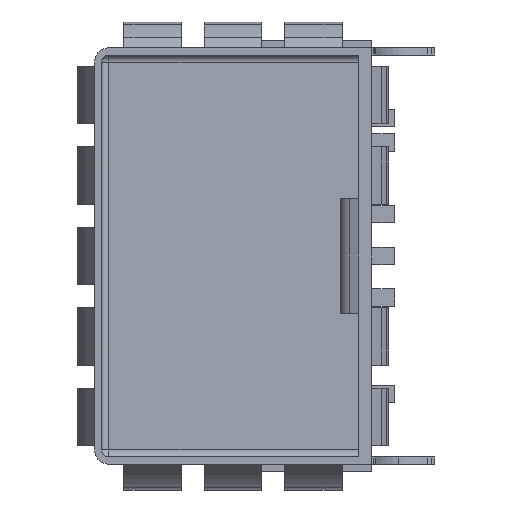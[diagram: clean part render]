
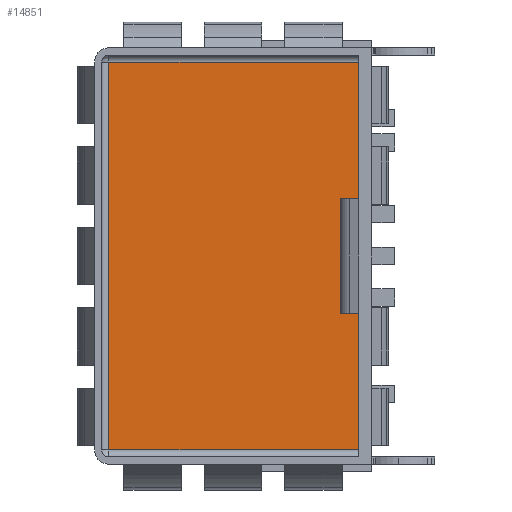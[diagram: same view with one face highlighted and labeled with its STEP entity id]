
A CAD part, left-side view. The second image highlights one B-rep face of the part: STEP entity #14851.
In plain terms, the highlighted planar face has unit normal (-1, 0, 0).
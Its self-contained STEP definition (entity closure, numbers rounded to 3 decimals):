
#71 = DIRECTION ( 'NONE',  ( 0., 0., 1. ) ) ;
#73 = CARTESIAN_POINT ( 'NONE',  ( 7.23, 9.65, -7.25 ) ) ;
#324 = VERTEX_POINT ( 'NONE', #12990 ) ;
#600 = ORIENTED_EDGE ( 'NONE', *, *, #12586, .T. ) ;
#1236 = CARTESIAN_POINT ( 'NONE',  ( 7.23, 9.15, 0. ) ) ;
#1314 = DIRECTION ( 'NONE',  ( -1., 0., 0. ) ) ;
#3198 = LINE ( 'NONE', #14159, #9652 ) ;
#3395 = CARTESIAN_POINT ( 'NONE',  ( 7.23, 0.25, 6.75 ) ) ;
#3560 = EDGE_CURVE ( 'NONE', #13706, #14244, #5924, .T. ) ;
#3791 = EDGE_LOOP ( 'NONE', ( #600, #4540, #6394, #11814 ) ) ;
#3815 = CARTESIAN_POINT ( 'NONE',  ( 7.23, 0.25, -6.75 ) ) ;
#4540 = ORIENTED_EDGE ( 'NONE', *, *, #15181, .T. ) ;
#4876 = CARTESIAN_POINT ( 'NONE',  ( 7.23, 0.25, -7.25 ) ) ;
#5013 = VECTOR ( 'NONE', #71, 1000. ) ;
#5108 = VERTEX_POINT ( 'NONE', #3815 ) ;
#5924 = LINE ( 'NONE', #11060, #12052 ) ;
#6394 = ORIENTED_EDGE ( 'NONE', *, *, #9754, .T. ) ;
#6799 = DIRECTION ( 'NONE',  ( 0., -1., 0. ) ) ;
#7295 = PLANE ( 'NONE',  #12360 ) ;
#7952 = VECTOR ( 'NONE', #10917, 1000. ) ;
#8246 = LINE ( 'NONE', #4876, #5013 ) ;
#9283 = FACE_OUTER_BOUND ( 'NONE', #3791, .T. ) ;
#9652 = VECTOR ( 'NONE', #6799, 1000. ) ;
#9754 = EDGE_CURVE ( 'NONE', #5108, #13706, #8246, .T. ) ;
#9763 = DIRECTION ( 'NONE',  ( 0., 0., 1. ) ) ;
#10917 = DIRECTION ( 'NONE',  ( 0., 0., -1. ) ) ;
#11060 = CARTESIAN_POINT ( 'NONE',  ( 7.23, 9.65, 6.75 ) ) ;
#11089 = DIRECTION ( 'NONE',  ( 0., 1., 0. ) ) ;
#11814 = ORIENTED_EDGE ( 'NONE', *, *, #3560, .T. ) ;
#11870 = CARTESIAN_POINT ( 'NONE',  ( 7.23, 9.15, 6.75 ) ) ;
#12052 = VECTOR ( 'NONE', #11089, 1000. ) ;
#12360 = AXIS2_PLACEMENT_3D ( 'NONE', #73, #1314, #9763 ) ;
#12586 = EDGE_CURVE ( 'NONE', #14244, #324, #14846, .T. ) ;
#12990 = CARTESIAN_POINT ( 'NONE',  ( 7.23, 9.15, -6.75 ) ) ;
#13706 = VERTEX_POINT ( 'NONE', #3395 ) ;
#14159 = CARTESIAN_POINT ( 'NONE',  ( 7.23, 9.65, -6.75 ) ) ;
#14244 = VERTEX_POINT ( 'NONE', #11870 ) ;
#14846 = LINE ( 'NONE', #1236, #7952 ) ;
#14851 = ADVANCED_FACE ( 'NONE', ( #9283 ), #7295, .T. ) ;
#15181 = EDGE_CURVE ( 'NONE', #324, #5108, #3198, .T. ) ;
